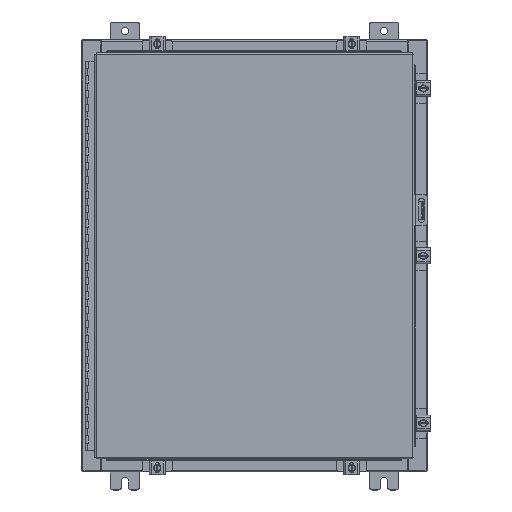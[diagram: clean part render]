
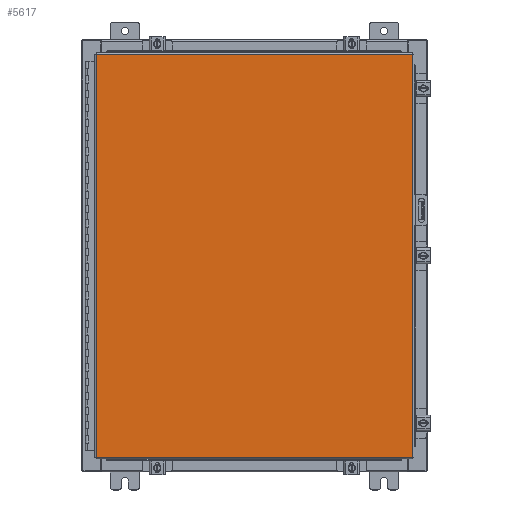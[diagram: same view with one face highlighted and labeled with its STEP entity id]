
A CAD part, top view. The second image highlights one B-rep face of the part: STEP entity #5617.
In plain terms, the highlighted planar face has unit normal (0, 0, 1).
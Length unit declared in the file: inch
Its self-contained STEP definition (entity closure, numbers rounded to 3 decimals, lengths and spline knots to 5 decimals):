
#113 = VERTEX_POINT ( 'NONE', #34694 ) ;
#223 = LINE ( 'NONE', #5186, #31835 ) ;
#1190 = VECTOR ( 'NONE', #20510, 39.37008 ) ;
#1812 = EDGE_CURVE ( 'NONE', #15661, #17163, #3231, .T. ) ;
#1997 = CARTESIAN_POINT ( 'NONE',  ( 10.9903, 14.0063, 0. ) ) ;
#2260 = DIRECTION ( 'NONE',  ( -1., 0., 0. ) ) ;
#3231 = LINE ( 'NONE', #1997, #32829 ) ;
#3646 = AXIS2_PLACEMENT_3D ( 'NONE', #27894, #30687, #5942 ) ;
#5186 = CARTESIAN_POINT ( 'NONE',  ( -10.9903, 14.0063, 0. ) ) ;
#5617 = ADVANCED_FACE ( 'NONE', ( #20769 ), #21661, .F. ) ;
#5942 = DIRECTION ( 'NONE',  ( -1., 0., 0. ) ) ;
#6079 = DIRECTION ( 'NONE',  ( 0., 1., 0. ) ) ;
#8704 = ORIENTED_EDGE ( 'NONE', *, *, #10855, .T. ) ;
#9967 = CARTESIAN_POINT ( 'NONE',  ( -10.9903, 14.0063, 0. ) ) ;
#10855 = EDGE_CURVE ( 'NONE', #33141, #113, #22237, .T. ) ;
#11090 = EDGE_CURVE ( 'NONE', #17163, #33141, #223, .T. ) ;
#11986 = ORIENTED_EDGE ( 'NONE', *, *, #1812, .T. ) ;
#13140 = ORIENTED_EDGE ( 'NONE', *, *, #15006, .T. ) ;
#14402 = CARTESIAN_POINT ( 'NONE',  ( -10.9903, -14.0063, 0. ) ) ;
#15006 = EDGE_CURVE ( 'NONE', #113, #15661, #21505, .T. ) ;
#15661 = VERTEX_POINT ( 'NONE', #29327 ) ;
#17163 = VERTEX_POINT ( 'NONE', #9967 ) ;
#18318 = ORIENTED_EDGE ( 'NONE', *, *, #11090, .T. ) ;
#20510 = DIRECTION ( 'NONE',  ( 1., 0., 0. ) ) ;
#20769 = FACE_OUTER_BOUND ( 'NONE', #37606, .T. ) ;
#20924 = DIRECTION ( 'NONE',  ( 0., -1., 0. ) ) ;
#21505 = LINE ( 'NONE', #26943, #28356 ) ;
#21661 = PLANE ( 'NONE',  #3646 ) ;
#22237 = LINE ( 'NONE', #26631, #1190 ) ;
#26631 = CARTESIAN_POINT ( 'NONE',  ( -10.9903, -14.0063, 0. ) ) ;
#26943 = CARTESIAN_POINT ( 'NONE',  ( 10.9903, -14.0063, 0. ) ) ;
#27894 = CARTESIAN_POINT ( 'NONE',  ( 0., 0., 0. ) ) ;
#28356 = VECTOR ( 'NONE', #6079, 39.37008 ) ;
#29327 = CARTESIAN_POINT ( 'NONE',  ( 10.9903, 14.0063, 0. ) ) ;
#30687 = DIRECTION ( 'NONE',  ( 0., 0., -1. ) ) ;
#31835 = VECTOR ( 'NONE', #20924, 39.37008 ) ;
#32829 = VECTOR ( 'NONE', #2260, 39.37008 ) ;
#33141 = VERTEX_POINT ( 'NONE', #14402 ) ;
#34694 = CARTESIAN_POINT ( 'NONE',  ( 10.9903, -14.0063, 0. ) ) ;
#37606 = EDGE_LOOP ( 'NONE', ( #8704, #13140, #11986, #18318 ) ) ;
